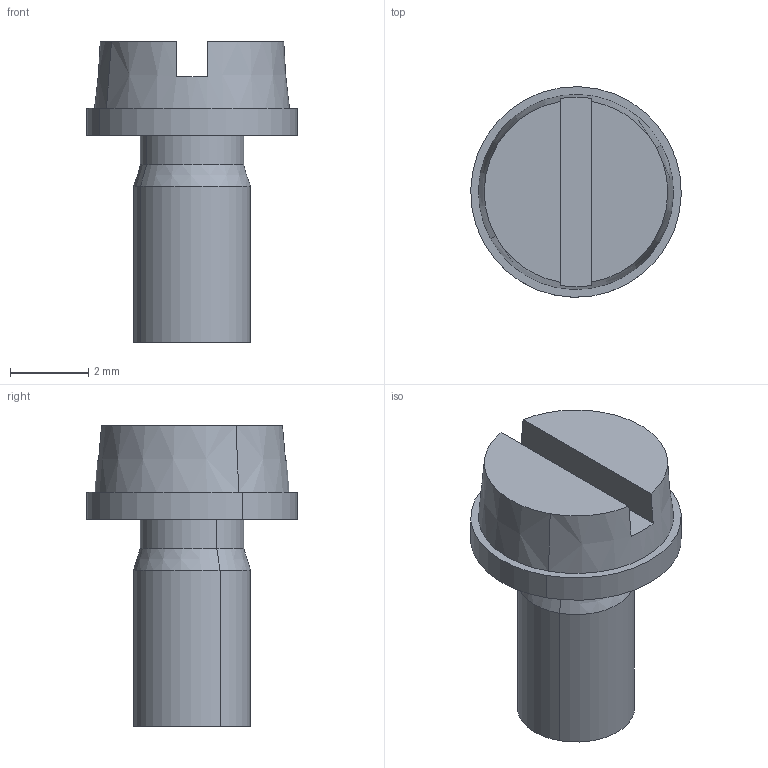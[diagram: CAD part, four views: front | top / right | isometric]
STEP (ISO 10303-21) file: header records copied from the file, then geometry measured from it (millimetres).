
FILE_DESCRIPTION(('CATIA V5 STEP Exchange','CAx-IF Rec.Pracs.--- Model Styling and Organization---1.4--- 2014-01-23'),'2;1');
FILE_NAME ('035299-1_0', '2021-08-04T05:27:39+00:00', ('none'), ('Weidmueller'), 'CATIA Version 5-6 Release 2016 SP3 HF44', 'CATIA V5 STEP AP214', 'none');
FILE_SCHEMA(('AUTOMOTIVE_DESIGN { 1 0 10303 214 1 1 1 1 }'));
Length unit declared in the file: millimetre
Products named in the file (1): 0346200000
Bounding box: 5.4 x 5.4 x 7.7 mm (x, y, z)
Volume: 79.8 mm3; surface area: 178.1 mm2
Topology: 2 solids, 2 shells, 23 faces, 48 edges, 30 vertices
Faces by surface type: plane 9, cylinder 8, cone 4, torus 2
Entity records: 610 total; most frequent: CARTESIAN_POINT 122, ORIENTED_EDGE 96, DIRECTION 76, EDGE_CURVE 48, AXIS2_PLACEMENT_3D 45, VERTEX_POINT 30, CIRCLE 28, EDGE_LOOP 26
